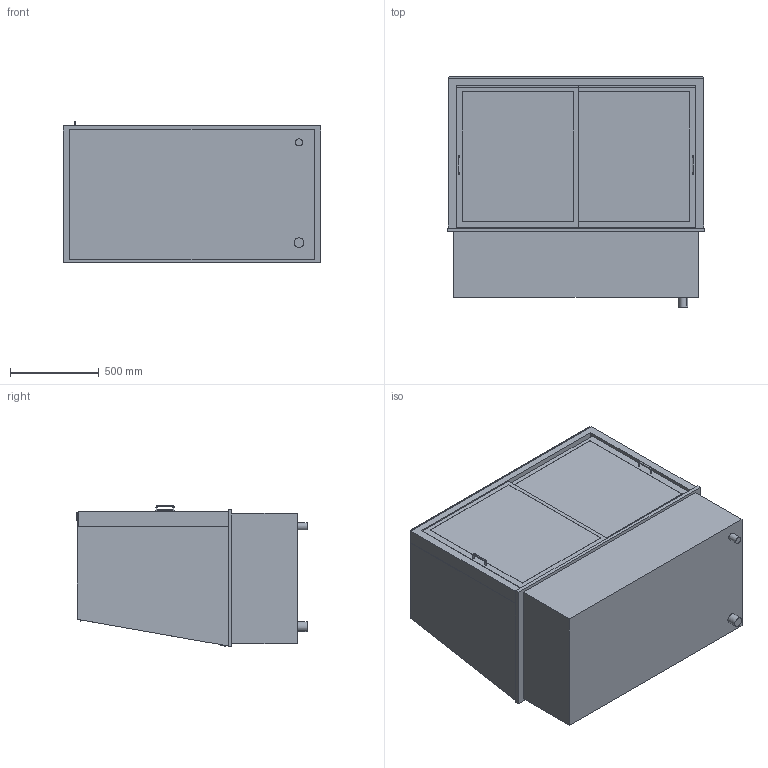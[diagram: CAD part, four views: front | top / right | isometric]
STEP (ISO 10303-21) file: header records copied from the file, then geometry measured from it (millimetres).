
FILE_DESCRIPTION(/* description */ ('Einbaukühlvitrine: zentralgekühlt'),/* implementation_level */ '2;1');
FILE_NAME(/* name */ '3D-AKE-00051320.stp',/* time_stamp */ '2024-09-25T08:21:07+02:00',/* author */ ('marina.schachner'),/* organization */ (''),/* preprocessor_version */ 'ST-DEVELOPER v20',/* originating_system */ 'Autodesk Inventor 2024',/* authorisation */ '');
FILE_SCHEMA (('AUTOMOTIVE_DESIGN { 1 0 10303 214 3 1 1 }'));
Length unit declared in the file: millimetre
Products named in the file (1): 3D-AKE-00051320
Bounding box: 1450 x 1297 x 795.99 mm (x, y, z)
Volume: 168287074.4 mm3; surface area: 24991326.5 mm2
Topology: 47 solids, 47 shells, 444 faces, 1038 edges, 692 vertices
Faces by surface type: plane 370, cylinder 70, torus 4
Full cylindrical faces by diameter (mm): 8 x6, 40 x1, 55 x1
Entity records: 12572 total; most frequent: CARTESIAN_POINT 2175, DIRECTION 2080, ORIENTED_EDGE 2076, EDGE_CURVE 1038, LINE 886, VECTOR 886, VERTEX_POINT 692, AXIS2_PLACEMENT_3D 597
